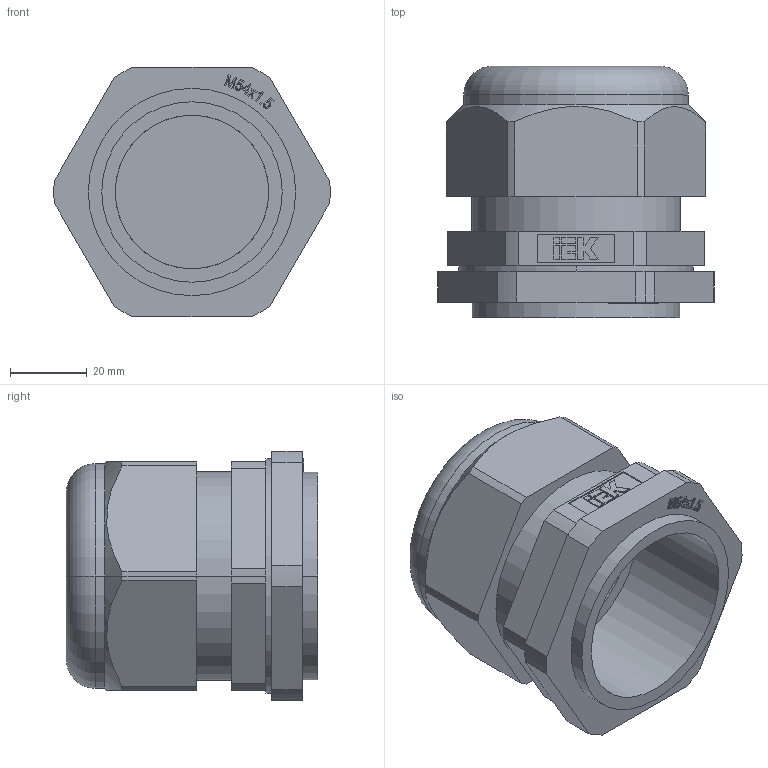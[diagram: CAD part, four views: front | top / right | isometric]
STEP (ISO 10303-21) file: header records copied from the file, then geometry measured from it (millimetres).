
FILE_DESCRIPTION (( 'STEP AP214' ), '1' );
FILE_NAME ('YSA20-40-42-54-K41 Ñàëüíèê PG 42 äèàìåòð ïðîâîäíèêà 30-40ìì IP54 ÈÝÊ.STEP', '2016-11-30T08:34:43', ( '' ), ( '' ), 'SwSTEP 2.0', 'SolidWorks 2014', '' );
FILE_SCHEMA (( 'AUTOMOTIVE_DESIGN' ));
Length unit declared in the file: millimetre
Products named in the file (1): YSA20-40-42-54-K41 Ñàëüíèê PG 42 äèàìåòð ïðîâîäíèêà 30-40ìì IP54  ÈÝÊ
Bounding box: 71.97 x 65.5 x 65 mm (x, y, z)
Volume: 85277 mm3; surface area: 55075.8 mm2
Topology: 5 solids, 5 shells, 412 faces, 1115 edges, 740 vertices
Faces by surface type: plane 288, cylinder 49, bspline 42, cone 29, torus 4
Entity records: 15544 total; most frequent: CARTESIAN_POINT 5338, ORIENTED_EDGE 2230, DIRECTION 1899, EDGE_CURVE 1115, VERTEX_POINT 740, VECTOR 699, LINE 699, AXIS2_PLACEMENT_3D 600
